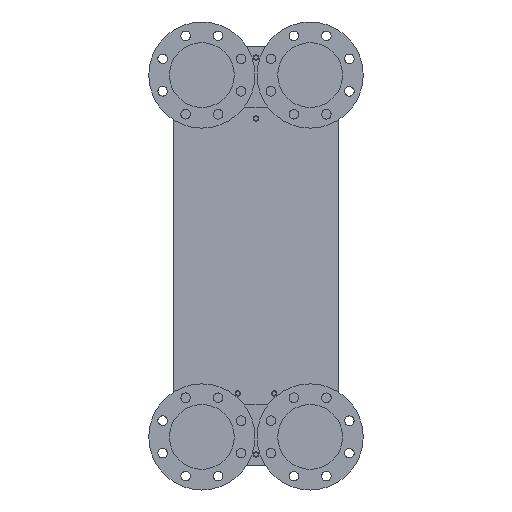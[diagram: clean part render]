
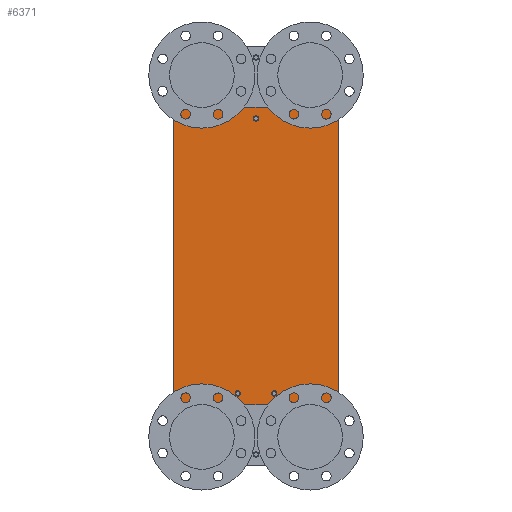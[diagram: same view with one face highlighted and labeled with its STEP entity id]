
A CAD part, front view. The second image highlights one B-rep face of the part: STEP entity #6371.
In plain terms, the highlighted planar face has unit normal (0, -1, 0).
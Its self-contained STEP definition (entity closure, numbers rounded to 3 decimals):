
#198=FACE_BOUND('',#2530,.T.);
#199=FACE_BOUND('',#2531,.T.);
#200=FACE_BOUND('',#2532,.T.);
#1919=PLANE('',#7234);
#2142=FACE_OUTER_BOUND('',#2529,.T.);
#2529=EDGE_LOOP('',(#5975,#5976,#5977,#5978));
#2530=EDGE_LOOP('',(#5979));
#2531=EDGE_LOOP('',(#5980));
#2532=EDGE_LOOP('',(#5981));
#3132=LINE('',#12827,#3732);
#3138=LINE('',#12886,#3738);
#3142=LINE('',#12896,#3742);
#3149=LINE('',#12910,#3749);
#3732=VECTOR('',#9404,10.);
#3738=VECTOR('',#9478,10.);
#3742=VECTOR('',#9488,10.);
#3749=VECTOR('',#9503,10.);
#4363=CIRCLE('',#7198,5.);
#4366=CIRCLE('',#7204,5.);
#4372=CIRCLE('',#7216,5.);
#4682=VERTEX_POINT('',#12824);
#4683=VERTEX_POINT('',#12826);
#4689=VERTEX_POINT('',#12845);
#4692=VERTEX_POINT('',#12854);
#4698=VERTEX_POINT('',#12872);
#4702=VERTEX_POINT('',#12885);
#4705=VERTEX_POINT('',#12895);
#5103=EDGE_CURVE('',#4682,#4683,#3132,.T.);
#5112=EDGE_CURVE('',#4689,#4689,#4363,.T.);
#5115=EDGE_CURVE('',#4692,#4692,#4366,.T.);
#5121=EDGE_CURVE('',#4698,#4698,#4372,.T.);
#5125=EDGE_CURVE('',#4682,#4702,#3138,.T.);
#5130=EDGE_CURVE('',#4705,#4683,#3142,.T.);
#5138=EDGE_CURVE('',#4705,#4702,#3149,.T.);
#5975=ORIENTED_EDGE('',*,*,#5125,.T.);
#5976=ORIENTED_EDGE('',*,*,#5138,.F.);
#5977=ORIENTED_EDGE('',*,*,#5130,.T.);
#5978=ORIENTED_EDGE('',*,*,#5103,.F.);
#5979=ORIENTED_EDGE('',*,*,#5115,.T.);
#5980=ORIENTED_EDGE('',*,*,#5112,.T.);
#5981=ORIENTED_EDGE('',*,*,#5121,.T.);
#6371=ADVANCED_FACE('',(#2142,#198,#199,#200),#1919,.F.);
#7198=AXIS2_PLACEMENT_3D('',#12846,#9424,#9425);
#7204=AXIS2_PLACEMENT_3D('',#12855,#9436,#9437);
#7216=AXIS2_PLACEMENT_3D('',#12873,#9460,#9461);
#7234=AXIS2_PLACEMENT_3D('',#12914,#9509,#9510);
#9404=DIRECTION('',(0.,0.,1.));
#9424=DIRECTION('center_axis',(0.,1.,0.));
#9425=DIRECTION('ref_axis',(1.,0.,0.));
#9436=DIRECTION('center_axis',(0.,1.,0.));
#9437=DIRECTION('ref_axis',(1.,0.,0.));
#9460=DIRECTION('center_axis',(0.,1.,0.));
#9461=DIRECTION('ref_axis',(1.,0.,0.));
#9478=DIRECTION('',(1.,0.,0.));
#9488=DIRECTION('',(-1.,0.,0.));
#9503=DIRECTION('',(0.,0.,-1.));
#9509=DIRECTION('center_axis',(0.,1.,0.));
#9510=DIRECTION('ref_axis',(-1.,0.,0.));
#12824=CARTESIAN_POINT('',(-155.,-2.,113.8));
#12826=CARTESIAN_POINT('',(-155.,-2.,674.2));
#12827=CARTESIAN_POINT('',(-155.,-2.,46.));
#12845=CARTESIAN_POINT('',(29.5,-2.,135.));
#12846=CARTESIAN_POINT('Origin',(34.5,-2.,135.));
#12854=CARTESIAN_POINT('',(-39.5,-2.,135.));
#12855=CARTESIAN_POINT('Origin',(-34.5,-2.,135.));
#12872=CARTESIAN_POINT('',(-5.,-2.,653.));
#12873=CARTESIAN_POINT('Origin',(0.,-2.,
653.));
#12885=CARTESIAN_POINT('',(155.,-2.,113.8));
#12886=CARTESIAN_POINT('',(77.5,-2.,113.8));
#12895=CARTESIAN_POINT('',(155.,-2.,674.2));
#12896=CARTESIAN_POINT('',(-77.5,-2.,674.2));
#12910=CARTESIAN_POINT('',(155.,-2.,742.));
#12914=CARTESIAN_POINT('Origin',(0.,-2.,
394.));
